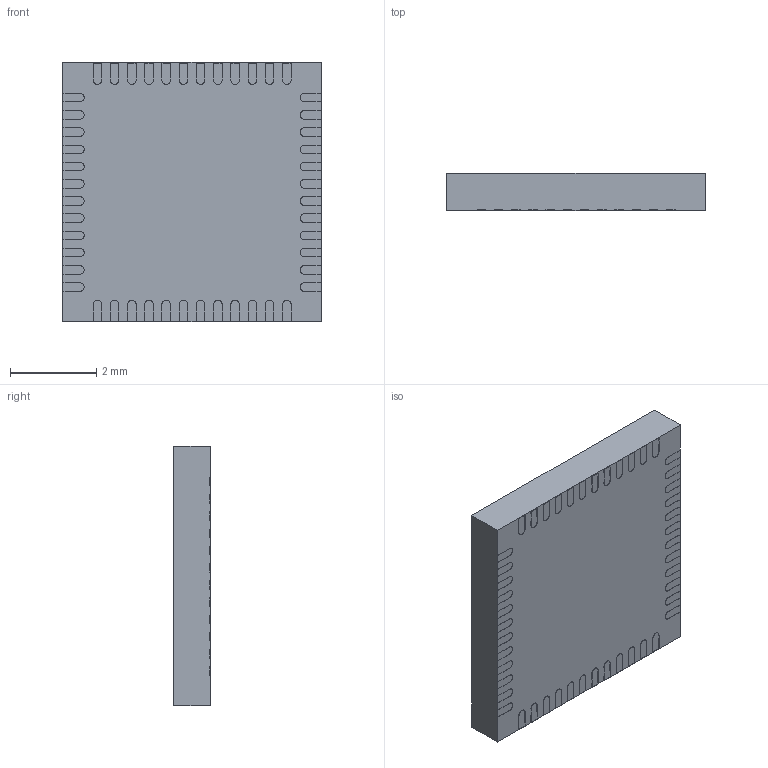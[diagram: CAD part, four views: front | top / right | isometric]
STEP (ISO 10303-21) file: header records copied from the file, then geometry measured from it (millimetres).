
FILE_DESCRIPTION (( 'STEP AP214' ), '1' );
FILE_NAME ( 'QFN40P600X600X85-49N.step', '2018-11-28T14:27:55', ( '' ), ( '' ), 'EDABuilder', 'EMA Design Automation', '' );
FILE_SCHEMA (( 'AUTOMOTIVE_DESIGN' ));
Length unit declared in the file: millimetre
Products named in the file (1): face1_BC
Bounding box: 6 x 0.85 x 6.02 mm (x, y, z)
Volume: 30.8 mm3; surface area: 102.7 mm2
Topology: 50 solids, 50 shells, 297 faces, 591 edges, 394 vertices
Faces by surface type: plane 248, cylinder 49
Full cylindrical faces by diameter (mm): 0.498 x1
Entity records: 7880 total; most frequent: DIRECTION 1384, CARTESIAN_POINT 1332, ORIENTED_EDGE 1180, EDGE_CURVE 590, LINE 492, VECTOR 492, AXIS2_PLACEMENT_3D 446, VERTEX_POINT 394
